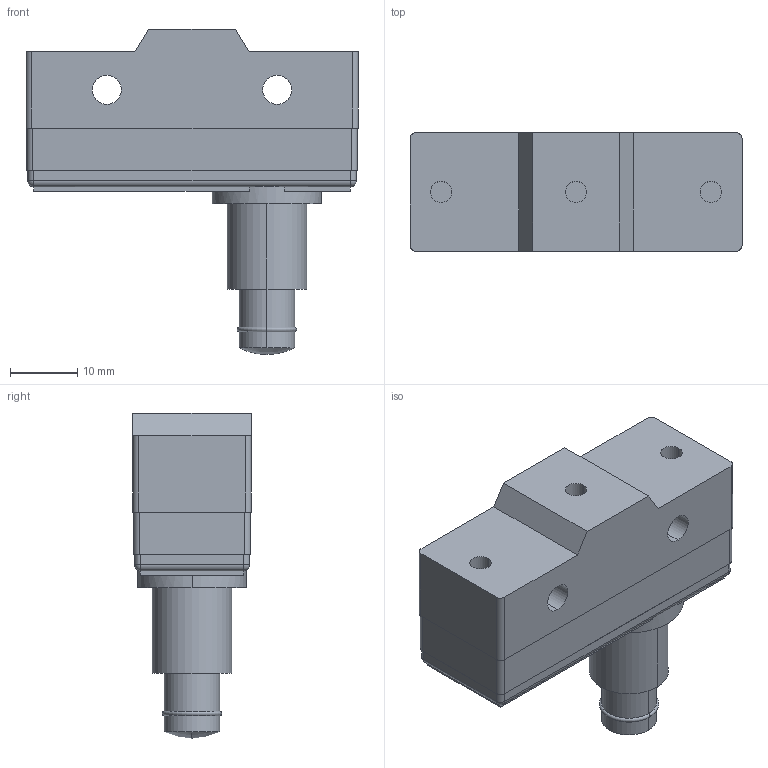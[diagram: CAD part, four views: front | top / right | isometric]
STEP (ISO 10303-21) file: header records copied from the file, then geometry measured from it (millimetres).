
FILE_DESCRIPTION (( 'STEP AP214' ), '1' );
FILE_NAME ('Armabot_Large_Microswitch_A0062_Button_Solidmodel.STEP', '2018-07-18T18:27:44', ( 'gus' ), ( 'Microsoft' ), 'SwSTEP 2.0', 'SolidWorks 2015', '' );
FILE_SCHEMA (( 'AUTOMOTIVE_DESIGN' ));
Length unit declared in the file: inch
Products named in the file (6): body; Armabot_Large_Microswitch_A0062_Button_Solidmodel; plunger2; buttontower; bigrollerbase; slice
Assembly tree (5 placements, depth 2):
  Armabot_Large_Microswitch_A0062_Button_Solidmodel
    body
    slice
    bigrollerbase
    buttontower
    plunger2
Bounding box: 49.53 x 17.65 x 48.51 mm (x, y, z)
Volume: 20317.6 mm3; surface area: 10400.3 mm2
Topology: 5 solids, 5 shells, 80 faces, 186 edges, 115 vertices
Faces by surface type: cylinder 36, plane 36, sphere 6, torus 2
Entity records: 2558 total; most frequent: DIRECTION 436, CARTESIAN_POINT 407, ORIENTED_EDGE 364, EDGE_CURVE 182, AXIS2_PLACEMENT_3D 168, VERTEX_POINT 115, LINE 100, VECTOR 100
